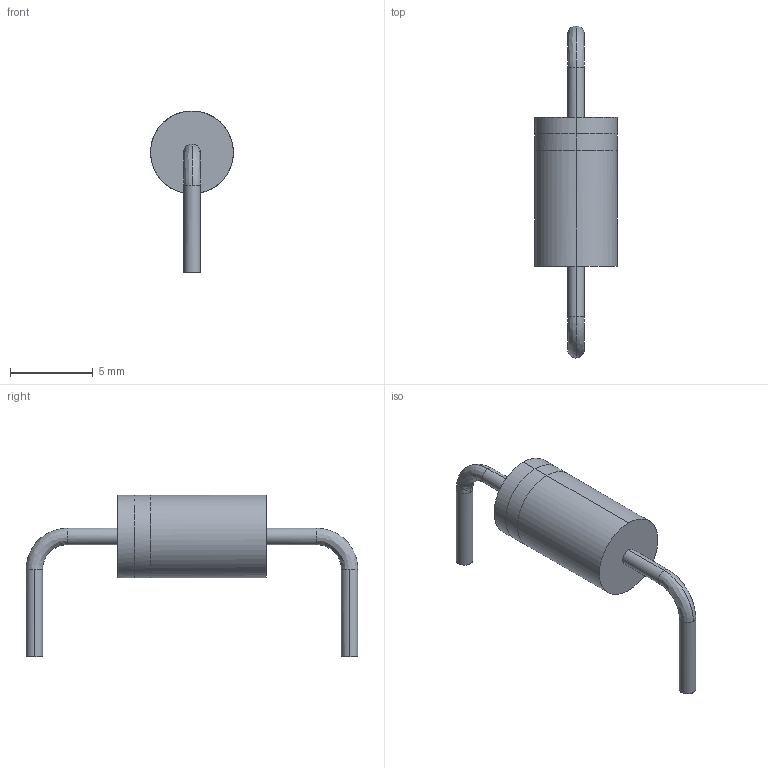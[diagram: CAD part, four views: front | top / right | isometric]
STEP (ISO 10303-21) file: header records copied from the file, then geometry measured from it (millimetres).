
FILE_DESCRIPTION (( 'STEP AP214' ), '1' );
FILE_NAME ('User Library-DO-201AE.STEP', '2014-05-21T14:11:18', ( 'Windows User' ), ( '' ), 'SwSTEP 2.0', 'SolidWorks 2014', '' );
FILE_SCHEMA (( 'AUTOMOTIVE_DESIGN' ));
Length unit declared in the file: millimetre
Products named in the file (1): User Library-DO-201AE
Bounding box: 5.01 x 20.05 x 9.79 mm (x, y, z)
Volume: 194.7 mm3; surface area: 252.6 mm2
Topology: 1 solids, 1 shells, 22 faces, 46 edges, 28 vertices
Faces by surface type: cylinder 14, bspline 4, plane 4
Entity records: 1084 total; most frequent: CARTESIAN_POINT 368, ORIENTED_EDGE 92, DIRECTION 86, EDGE_CURVE 46, AXIS2_PLACEMENT_3D 36, VERTEX_POINT 28, UNCERTAINTY_MEASURE_WITH_UNIT 25, EDGE_LOOP 24
